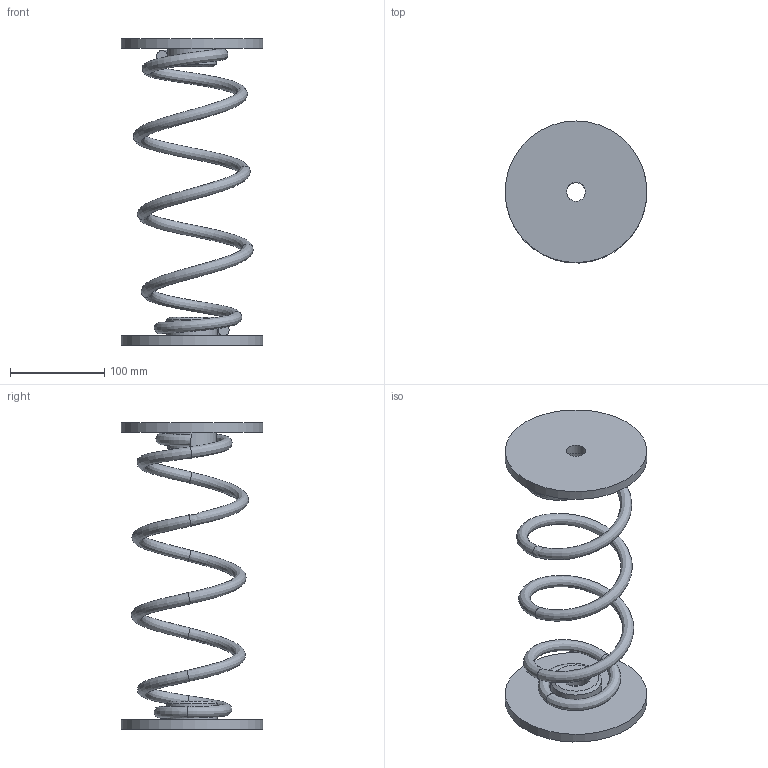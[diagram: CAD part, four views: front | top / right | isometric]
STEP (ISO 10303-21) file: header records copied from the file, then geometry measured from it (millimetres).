
FILE_DESCRIPTION(/* description */ ('Unknown'),/* implementation_level */ '2;1');
FILE_NAME(/* name */ 'RESORTE DAIHATSU TERIOS II TRAS',/* time_stamp */ '2024-11-07T08:18:22-05:00',/* author */ ('Unknown'),/* organization */ ('Unknown'),/* preprocessor_version */ 'ST-DEVELOPER v19.4',/* originating_system */ 'Solid Edge',/* authorisation */ 'Unknown');
FILE_SCHEMA (('CONFIG_CONTROL_DESIGN'));
Length unit declared in the file: millimetre
Products named in the file (4): RESORTE DAIHATSU TERIOS II TRAS.par; RESORTE HEL DAIHATSU TERIOS II TRAS; COPELA SUPERIOR; COPELA INFERIOR
Assembly tree (3 placements, depth 2):
  RESORTE DAIHATSU TERIOS II TRAS.par
    RESORTE HEL DAIHATSU TERIOS II TRAS
    COPELA SUPERIOR
    COPELA INFERIOR
Bounding box: 150 x 150 x 324.77 mm (x, y, z)
Volume: 590001.9 mm3; surface area: 152127.4 mm2
Topology: 3 solids, 3 shells, 31 faces, 66 edges, 56 vertices
Faces by surface type: bspline 11, plane 10, cylinder 8, cone 2
Full cylindrical faces by diameter (mm): 20 x2, 30 x2, 51 x1, 54 x1, 150 x2
Entity records: 4784 total; most frequent: CARTESIAN_POINT 4129, DIRECTION 108, ORIENTED_EDGE 60, EDGE_LOOP 60, FACE_BOUND 60, AXIS2_PLACEMENT_3D 54, ADVANCED_FACE 31, EDGE_CURVE 30
